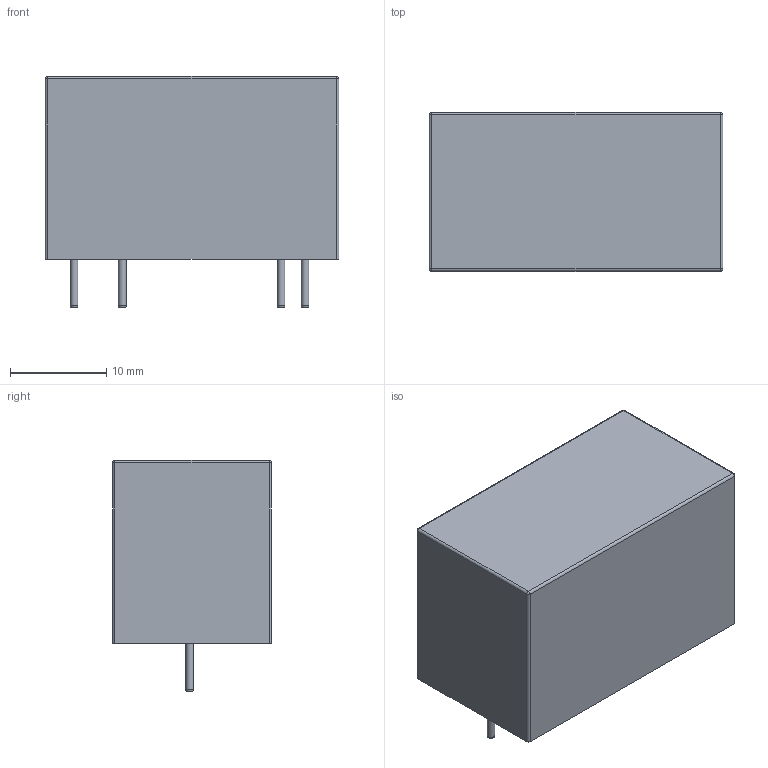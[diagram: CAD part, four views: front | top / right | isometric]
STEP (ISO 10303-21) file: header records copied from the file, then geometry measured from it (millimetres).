
FILE_DESCRIPTION(/* description */ ('model of Converter_ACDC_Hi-Link_HLK-2Mxx'),/* implementation_level */ '2;1');
FILE_NAME(/* name */ 'Converter_ACDC_Hi-Link_HLK-2Mxx.step',/* time_stamp */ '2023-11-13T19:34:28',/* author */ ('KiCAD','kicad'),/* organization */ ('OCCT'),/* preprocessor_version */ '',/* originating_system */ 'KiCAD',/* authorisation */ '');
FILE_SCHEMA(('AUTOMOTIVE_DESIGN { 1 0 10303 214 1 1 1 1 }'));
Length unit declared in the file: millimetre
Products named in the file (1): Converter_ACDC_Hi-Link_HLK-2Mxx
Bounding box: 30.5 x 16.5 x 24 mm (x, y, z)
Volume: 9569.5 mm3; surface area: 2823.7 mm2
Topology: 1 solids, 1 shells, 30 faces, 60 edges, 32 vertices
Faces by surface type: cylinder 12, plane 10, sphere 4, torus 4
Full cylindrical faces by diameter (mm): 0.8 x4
Entity records: 1063 total; most frequent: DIRECTION 150, CARTESIAN_POINT 119, ORIENTED_EDGE 112, AXIS2_PLACEMENT_3D 63, EDGE_CURVE 56, FACE_BOUND 34, EDGE_LOOP 34, PRESENTATION_STYLE_ASSIGNMENT 34
